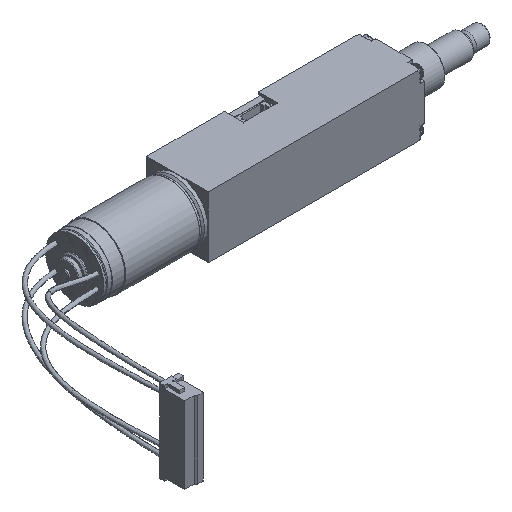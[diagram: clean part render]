
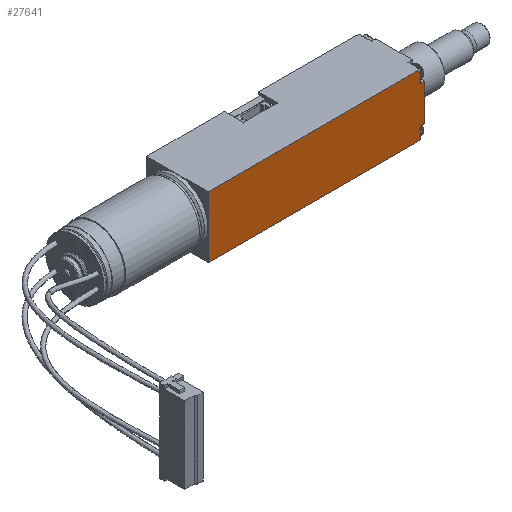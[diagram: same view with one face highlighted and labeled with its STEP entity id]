
A CAD part, isometric view. The second image highlights one B-rep face of the part: STEP entity #27641.
In plain terms, the highlighted planar face has unit normal (0, -1, 0).
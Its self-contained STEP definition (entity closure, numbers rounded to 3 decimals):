
#982=FACE_OUTER_BOUND('',#2385,.T.);
#2385=EDGE_LOOP('',(#19775,#19776,#19777,#19778,#19779,#19780,#19781,#19782,
#19783,#19784,#19785,#19786,#19787,#19788));
#4184=LINE('',#38658,#7713);
#4185=LINE('',#38661,#7714);
#4201=LINE('',#38761,#7730);
#4234=LINE('',#38971,#7763);
#4252=LINE('',#39015,#7781);
#4261=LINE('',#39036,#7790);
#4264=LINE('',#39043,#7793);
#4269=LINE('',#39050,#7798);
#4279=LINE('',#39069,#7808);
#4283=LINE('',#39077,#7812);
#5038=LINE('',#41064,#8567);
#5040=LINE('',#41069,#8569);
#5044=LINE('',#41076,#8573);
#5045=LINE('',#41077,#8574);
#7713=VECTOR('',#31634,10.);
#7714=VECTOR('',#31637,10.);
#7730=VECTOR('',#31697,10.);
#7763=VECTOR('',#31830,10.);
#7781=VECTOR('',#31876,10.);
#7790=VECTOR('',#31897,10.);
#7793=VECTOR('',#31904,10.);
#7798=VECTOR('',#31911,10.);
#7808=VECTOR('',#31927,10.);
#7812=VECTOR('',#31935,10.);
#8567=VECTOR('',#32982,10.);
#8569=VECTOR('',#32986,10.);
#8573=VECTOR('',#32992,10.);
#8574=VECTOR('',#32993,10.);
#10993=VERTEX_POINT('',#38652);
#10994=VERTEX_POINT('',#38656);
#10995=VERTEX_POINT('',#38660);
#11011=VERTEX_POINT('',#38742);
#11017=VERTEX_POINT('',#38759);
#11064=VERTEX_POINT('',#38970);
#11076=VERTEX_POINT('',#39014);
#11082=VERTEX_POINT('',#39034);
#11084=VERTEX_POINT('',#39042);
#11091=VERTEX_POINT('',#39067);
#11093=VERTEX_POINT('',#39075);
#11875=VERTEX_POINT('',#41063);
#11876=VERTEX_POINT('',#41067);
#11877=VERTEX_POINT('',#41068);
#13838=EDGE_CURVE('',#10993,#10994,#4184,.T.);
#13839=EDGE_CURVE('',#10995,#10993,#4185,.T.);
#13871=EDGE_CURVE('',#11011,#11017,#4201,.T.);
#13938=EDGE_CURVE('',#11064,#11011,#4234,.T.);
#13960=EDGE_CURVE('',#11076,#11064,#4252,.T.);
#13971=EDGE_CURVE('',#10994,#11082,#4261,.T.);
#13974=EDGE_CURVE('',#11084,#10995,#4264,.T.);
#13979=EDGE_CURVE('',#11082,#11076,#4269,.T.);
#13989=EDGE_CURVE('',#11091,#11017,#4279,.T.);
#13993=EDGE_CURVE('',#11093,#11091,#4283,.T.);
#14844=EDGE_CURVE('',#11084,#11875,#5038,.T.);
#14846=EDGE_CURVE('',#11876,#11877,#5040,.T.);
#14850=EDGE_CURVE('',#11876,#11875,#5044,.T.);
#14851=EDGE_CURVE('',#11877,#11093,#5045,.T.);
#19775=ORIENTED_EDGE('',*,*,#14846,.F.);
#19776=ORIENTED_EDGE('',*,*,#14850,.T.);
#19777=ORIENTED_EDGE('',*,*,#14844,.F.);
#19778=ORIENTED_EDGE('',*,*,#13974,.T.);
#19779=ORIENTED_EDGE('',*,*,#13839,.T.);
#19780=ORIENTED_EDGE('',*,*,#13838,.T.);
#19781=ORIENTED_EDGE('',*,*,#13971,.T.);
#19782=ORIENTED_EDGE('',*,*,#13979,.T.);
#19783=ORIENTED_EDGE('',*,*,#13960,.T.);
#19784=ORIENTED_EDGE('',*,*,#13938,.T.);
#19785=ORIENTED_EDGE('',*,*,#13871,.T.);
#19786=ORIENTED_EDGE('',*,*,#13989,.F.);
#19787=ORIENTED_EDGE('',*,*,#13993,.F.);
#19788=ORIENTED_EDGE('',*,*,#14851,.F.);
#24989=PLANE('',#29174);
#27641=ADVANCED_FACE('',(#982),#24989,.T.);
#29174=AXIS2_PLACEMENT_3D('',#41075,#32990,#32991);
#31634=DIRECTION('',(0.,0.,1.));
#31637=DIRECTION('',(0.,0.,1.));
#31697=DIRECTION('',(0.,0.,1.));
#31830=DIRECTION('',(0.,0.,1.));
#31876=DIRECTION('',(-1.,0.,0.));
#31897=DIRECTION('',(1.,0.,0.));
#31904=DIRECTION('',(1.,0.,0.));
#31911=DIRECTION('',(0.,0.,1.));
#31927=DIRECTION('',(1.,0.,0.));
#31935=DIRECTION('',(0.,0.,-1.));
#32982=DIRECTION('',(0.,0.,-1.));
#32986=DIRECTION('',(0.,0.,1.));
#32990=DIRECTION('center_axis',(0.,-1.,0.));
#32991=DIRECTION('ref_axis',(0.,0.,
-1.));
#32992=DIRECTION('',(1.,0.,0.));
#32993=DIRECTION('',(1.,0.,0.));
#38652=CARTESIAN_POINT('',(34.5,-5.,-4.));
#38656=CARTESIAN_POINT('',(34.5,-5.,-3.));
#38658=CARTESIAN_POINT('',(34.5,-5.,-4.481));
#38660=CARTESIAN_POINT('',(34.5,-5.,-4.9));
#38661=CARTESIAN_POINT('',(34.5,-5.,-4.481));
#38742=CARTESIAN_POINT('',(34.5,-5.,4.));
#38759=CARTESIAN_POINT('',(34.5,-5.,4.9));
#38761=CARTESIAN_POINT('',(34.5,-5.,-0.419));
#38970=CARTESIAN_POINT('',(34.5,-5.,3.));
#38971=CARTESIAN_POINT('',(34.5,-5.,-0.419));
#39014=CARTESIAN_POINT('',(35.2,-5.,3.));
#39015=CARTESIAN_POINT('',(34.65,-5.,3.));
#39034=CARTESIAN_POINT('',(35.2,-5.,-3.));
#39036=CARTESIAN_POINT('',(34.65,-5.,-3.));
#39042=CARTESIAN_POINT('',(34.1,-5.,-4.9));
#39043=CARTESIAN_POINT('',(34.1,-5.,-4.9));
#39050=CARTESIAN_POINT('',(35.2,-5.,-2.45));
#39067=CARTESIAN_POINT('',(34.1,-5.,4.9));
#39069=CARTESIAN_POINT('',(34.1,-5.,4.9));
#39075=CARTESIAN_POINT('',(34.1,-5.,5.));
#39077=CARTESIAN_POINT('',(34.1,-5.,-5.));
#41063=CARTESIAN_POINT('',(34.1,-5.,-5.));
#41064=CARTESIAN_POINT('',(34.1,-5.,-5.));
#41067=CARTESIAN_POINT('',(0.,-5.,-5.));
#41068=CARTESIAN_POINT('',(0.,-5.,5.));
#41069=CARTESIAN_POINT('',(0.,-5.,-5.));
#41075=CARTESIAN_POINT('Origin',(0.,-5.,5.));
#41076=CARTESIAN_POINT('',(0.,-5.,-5.));
#41077=CARTESIAN_POINT('',(0.,-5.,5.));
